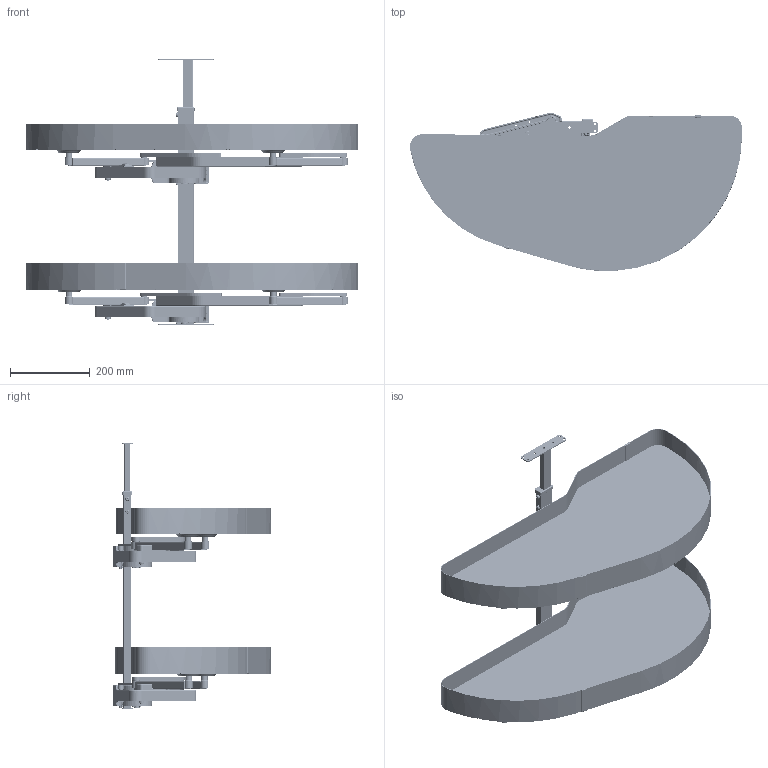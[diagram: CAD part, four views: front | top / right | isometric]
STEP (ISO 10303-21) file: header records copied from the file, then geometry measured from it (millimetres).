
FILE_DESCRIPTION (( 'STEP AP214' ), '1' );
FILE_NAME ('08 - 430160 - BANDEJA DESLIZANTE DOLPHIN I 450F IZDA.STEP', '2023-01-16T12:56:12', ( '' ), ( '' ), 'SwSTEP 2.0', 'SolidWorks 2018', '' );
FILE_SCHEMA (( 'AUTOMOTIVE_DESIGN' ));
Length unit declared in the file: millimetre
Products named in the file (66): SimetríaMONTAJE cu_a tapa^C202000071.STEP; SimetríaMC00072 MOD2.ipt.STEP; SimetríaISO 7380 - M8 x 35.ipt.STEP; SimetríaCASQUILLO BANDEJA.ipt.STEP; SimetríaEJE BRAZO.ipt.STEP; SimetríaMONTAJE cu_a tapa(2)^C202000071.STEP; SimetríaBS 290 SKF - SKF 61802.ipt.STEP; SimetríaNYLON CASQUILLO^C202000071.STEP; Simetríatuerca DIN 557 - M8 x 13.ipt.STEP; Simetría11 - 430150 - BANDEJA DESLIZANTE DOLPHIN I 450F DCHA.STEP; Simetríamoldista cu_a.ipt.STEP; SimetríaDIN 6799 - 12 13^C202000071.STEP; SimetríaPLATILLO BANDEJA(2)^C202000071.STEP; SimetríaEJE PRINCIPAL.ipt.STEP; SimetríaMASTIL FIJO_14.iam.STEP; SimetríaP202000138.ipt.STEP; SimetríaMASTIL_base_14.ipt.STEP; SimetríaCopia (2) de DIN 471 - 10 x 1(1)^C202000071.STEP; SimetríaREMACHE ROSCADO RK 07 M6 230.ipt.STEP; SimetríaSECTOR CENTRAL.ipt.STEP; SimetríaMASTIL_contera.ipt.STEP; SimetríaISO 8734 - 8 x 24 - AISO (2).ipt.STEP; SimetríaMASTIL CJTO_14^C202000071.STEP; SimetríaMASTIL_25x15_14+5cm.ipt.STEP; SimetríaDIN 6799 - 12 13(2)^C202000071.STEP; SimetríaGATILLO A.ipt.STEP; SimetríaP202000139.ipt.STEP; SimetríaPLATILLO BANDEJA1^C202000071.STEP; SimetríaBRAZO CORTO^C202000071.STEP; Simetría20140723_SOPORTE.ipt.STEP; SimetríaDIN 471 - 10 x 1(1)^C202000071.STEP; SimetríaCASQUILLO COPIADOR.ipt.STEP; SimetríaMASTIL_40x20_14-5cm.ipt.STEP; SimetríaC202000040^C202000071.STEP; SimetríaBS 290 SKF - SKF 61800.ipt.STEP; SimetríaBRAZO LARGO(2)^C202000071.STEP; SimetríaP202000084^C202000040(2)_C202000071.STEP; SimetríaP202000138^C202000040(2)_C202000071.STEP; SimetríaISO 7049 - ST4,2 x 19 - C - H.ipt.STEP; SimetríaPLATILLO BANDEJA(2)1^C202000071.STEP ...
Assembly tree (125 placements, depth 5):
  08 - 430160 - BANDEJA DESLIZANTE DOLPHIN I 450F IZDA
    Simetría11 - 430150 - BANDEJA DESLIZANTE DOLPHIN I 450F DCHA.STEP
      SimetríaMASTIL CJTO_14^C202000071.STEP
        SimetríaMASTIL FIJO_14.iam.STEP
          SimetríaREMACHE ROSCADO RK 07 M6 230.ipt.STEP  x2
          SimetríaMASTIL_contera.ipt.STEP
          SimetríaMASTIL_40x20_14-5cm.ipt.STEP
          SimetríaMASTIL_base_14.ipt.STEP
        SimetríaMASTIL MOVIL_14.iam.STEP
          SimetríaMASTIL_25x15_14+5cm.ipt.STEP
          SimetríaMASTIL_base_14.ipt.STEP
        SimetríaISO 7380 - M6 x 16.ipt.STEP  x2
      SimetríaMONTAJE cu_a tapa(2)^C202000071.STEP
        SimetríaGATILLO A.ipt.STEP  x2
        SimetríaISO 7380 - M8 x 35.ipt.STEP  x2
        Simetríatapa MOD.ipt.STEP
        Simetría20140723_SOPORTE.ipt.STEP
        Simetríatuerca DIN 557 - M8 x 13.ipt.STEP  x2
        SimetríaBS 290 SKF - SKF 61802.ipt.STEP  x2
        Simetríamoldista cu_a.ipt.STEP
        SimetríaISO 7049 - ST4,2 x 19 - C - H.ipt.STEP
      SimetríaSECCIONADA 450-500(2)^C202000071.STEP
        SimetríaSECTOR CENTRAL.ipt.STEP
        SimetríaTUBO 450-500.ipt.STEP
        SimetríaPUNTA 450-500.ipt.STEP
        SimetríaEJE PRINCIPAL.ipt.STEP
        SimetríaEJE BRAZO.ipt.STEP  x2
      SimetríaPLATILLO BANDEJA(2)^C202000071.STEP
        SimetríaMC00072 MOD2.ipt.STEP
        SimetríaEJE BANDEJA_14.ipt.STEP
      SimetríaPLATILLO BANDEJA(2)1^C202000071.STEP
        SimetríaMC00072 MOD2.ipt.STEP
        SimetríaEJE BANDEJA_14.ipt.STEP
      SimetríaBRAZO LARGO(2)^C202000071.STEP
        SimetríaCASQUILLO GIRO.ipt.STEP
        SimetríaTUBO BL.ipt.STEP
        SimetríaCASQUILLO BANDEJA.ipt.STEP
        SimetríaCHARNELA.ipt.STEP
        SimetríaCASQUILLO COPIADOR.ipt.STEP
        SimetríaB10.14.20.ipt.STEP
        SimetríaBS 290 SKF - SKF 61800.ipt.STEP  x2
        SimetríaISO 8734 - 8 x 24 - AISO (2).ipt.STEP
      SimetríaBRAZO CORTO(2)^C202000071.STEP
        SimetríaCASQUILLO GIRO.ipt.STEP
        SimetríaCASQUILLO BANDEJA.ipt.STEP
        SimetríaTUBO BC.ipt.STEP
        SimetríaB10.14.20.ipt.STEP
        SimetríaBS 290 SKF - SKF 61800.ipt.STEP  x2
      SimetríaMONTAJE cu_a tapa^C202000071.STEP
        SimetríaGATILLO A.ipt.STEP  x2
        SimetríaISO 7380 - M8 x 35.ipt.STEP  x2
        Simetríatapa MOD.ipt.STEP
        Simetría20140723_SOPORTE.ipt.STEP
        Simetríatuerca DIN 557 - M8 x 13.ipt.STEP  x2
        SimetríaBS 290 SKF - SKF 61802.ipt.STEP  x2
        Simetríamoldista cu_a.ipt.STEP
        SimetríaISO 7049 - ST4,2 x 19 - C - H.ipt.STEP
      SimetríaSECCIONADA 450-500^C202000071.STEP
        SimetríaSECTOR CENTRAL.ipt.STEP
        SimetríaTUBO 450-500.ipt.STEP
Bounding box: 834.22 x 397.86 x 668 mm (x, y, z)
Volume: 9393632 mm3; surface area: 2687038.8 mm2
Topology: 107 solids, 107 shells, 7928 faces, 21104 edges, 12614 vertices
Faces by surface type: cylinder 3448, plane 1912, torus 1246, sphere 602, bspline 392, cone 328
Entity records: 171655 total; most frequent: CARTESIAN_POINT 75663, ORIENTED_EDGE 19808, DIRECTION 19591, EDGE_CURVE 9904, AXIS2_PLACEMENT_3D 7504, VERTEX_POINT 6128, VECTOR 4583, LINE 4583
